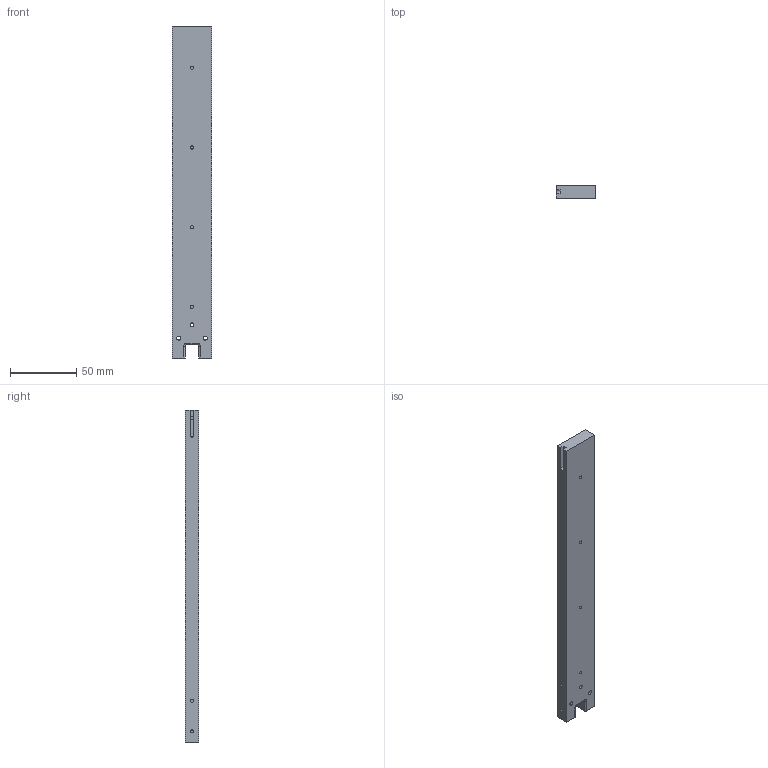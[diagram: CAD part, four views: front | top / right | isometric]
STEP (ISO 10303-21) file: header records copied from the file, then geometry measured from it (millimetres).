
FILE_DESCRIPTION(('HOOPS Exchange Step'),'2;1');
FILE_NAME('temp_export','2024-12-21T18:36:23+08:00',('27699'),('Shapr3D Limited'),'HOOPS Exchange 2024.6','Shapr3D','Authorized');
FILE_SCHEMA( ('AP242_MANAGED_MODEL_BASED_3D_ENGINEERING_MIM_LF {1 0 10303 442 1 1 4 }') );
Length unit declared in the file: millimetre
Products named in the file (1): Z轴 主梁
Bounding box: 30 x 10 x 250 mm (x, y, z)
Volume: 73007.1 mm3; surface area: 21517 mm2
Topology: 1 solids, 1 shells, 54 faces, 121 edges, 84 vertices
Faces by surface type: plane 28, cylinder 18, bspline 6, torus 2
Full cylindrical faces by diameter (mm): 2.3 x6, 3 x3, 6.2 x3
Entity records: 3461 total; most frequent: CARTESIAN_POINT 2209, DIRECTION 243, ORIENTED_EDGE 242, EDGE_CURVE 121, AXIS2_PLACEMENT_3D 96, VERTEX_POINT 84, EDGE_LOOP 75, FACE_BOUND 75
